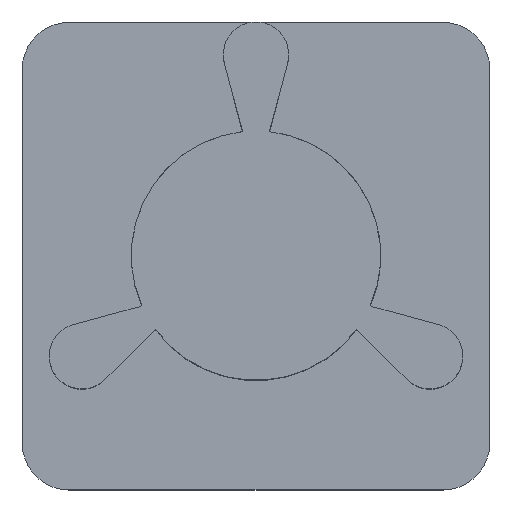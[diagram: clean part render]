
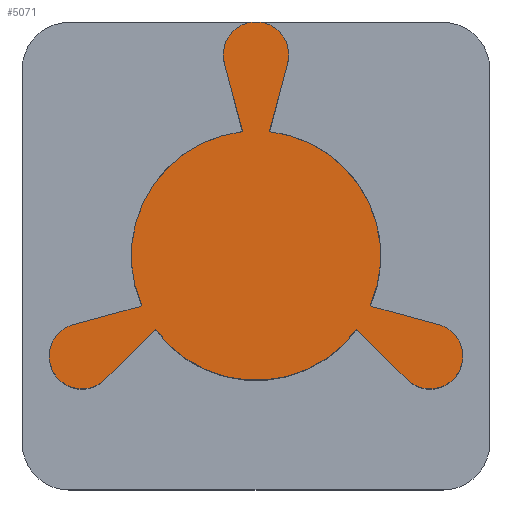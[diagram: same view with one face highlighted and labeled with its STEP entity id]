
A CAD part, top view. The second image highlights one B-rep face of the part: STEP entity #5071.
In plain terms, the highlighted planar face has unit normal (0, 0, 1).
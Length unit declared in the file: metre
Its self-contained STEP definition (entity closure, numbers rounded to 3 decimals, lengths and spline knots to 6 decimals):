
#129=PLANE('',#5491);
#295=LINE('',#7798,#605);
#299=LINE('',#7810,#609);
#305=LINE('',#7834,#615);
#309=LINE('',#7846,#619);
#315=LINE('',#7870,#625);
#319=LINE('',#7882,#629);
#605=VECTOR('',#6137,1.);
#609=VECTOR('',#6149,1.);
#615=VECTOR('',#6175,1.);
#619=VECTOR('',#6187,1.);
#625=VECTOR('',#6213,1.);
#629=VECTOR('',#6225,1.);
#983=ORIENTED_EDGE('',*,*,#2409,.F.);
#984=ORIENTED_EDGE('',*,*,#2413,.T.);
#985=ORIENTED_EDGE('',*,*,#2416,.T.);
#986=ORIENTED_EDGE('',*,*,#2419,.T.);
#987=ORIENTED_EDGE('',*,*,#2422,.F.);
#988=ORIENTED_EDGE('',*,*,#2425,.T.);
#989=ORIENTED_EDGE('',*,*,#2428,.F.);
#990=ORIENTED_EDGE('',*,*,#2431,.T.);
#991=ORIENTED_EDGE('',*,*,#2434,.T.);
#992=ORIENTED_EDGE('',*,*,#2437,.T.);
#993=ORIENTED_EDGE('',*,*,#2440,.F.);
#994=ORIENTED_EDGE('',*,*,#2443,.T.);
#995=ORIENTED_EDGE('',*,*,#2446,.F.);
#996=ORIENTED_EDGE('',*,*,#2449,.T.);
#997=ORIENTED_EDGE('',*,*,#2452,.T.);
#998=ORIENTED_EDGE('',*,*,#2455,.T.);
#999=ORIENTED_EDGE('',*,*,#2458,.F.);
#1000=ORIENTED_EDGE('',*,*,#2460,.T.);
#2409=EDGE_CURVE('',#3157,#3158,#3683,.T.);
#2413=EDGE_CURVE('',#3157,#3160,#295,.T.);
#2416=EDGE_CURVE('',#3160,#3162,#3685,.T.);
#2419=EDGE_CURVE('',#3162,#3164,#299,.T.);
#2422=EDGE_CURVE('',#3166,#3164,#3687,.T.);
#2425=EDGE_CURVE('',#3166,#3168,#3689,.T.);
#2428=EDGE_CURVE('',#3170,#3168,#3691,.T.);
#2431=EDGE_CURVE('',#3170,#3172,#305,.T.);
#2434=EDGE_CURVE('',#3172,#3174,#3693,.T.);
#2437=EDGE_CURVE('',#3174,#3176,#309,.T.);
#2440=EDGE_CURVE('',#3178,#3176,#3695,.T.);
#2443=EDGE_CURVE('',#3178,#3180,#3697,.T.);
#2446=EDGE_CURVE('',#3182,#3180,#3699,.T.);
#2449=EDGE_CURVE('',#3182,#3184,#315,.T.);
#2452=EDGE_CURVE('',#3184,#3186,#3701,.T.);
#2455=EDGE_CURVE('',#3186,#3188,#319,.T.);
#2458=EDGE_CURVE('',#3190,#3188,#3703,.T.);
#2460=EDGE_CURVE('',#3190,#3158,#3705,.T.);
#3157=VERTEX_POINT('',#7789);
#3158=VERTEX_POINT('',#7791);
#3160=VERTEX_POINT('',#7797);
#3162=VERTEX_POINT('',#7803);
#3164=VERTEX_POINT('',#7809);
#3166=VERTEX_POINT('',#7815);
#3168=VERTEX_POINT('',#7821);
#3170=VERTEX_POINT('',#7827);
#3172=VERTEX_POINT('',#7833);
#3174=VERTEX_POINT('',#7839);
#3176=VERTEX_POINT('',#7845);
#3178=VERTEX_POINT('',#7851);
#3180=VERTEX_POINT('',#7857);
#3182=VERTEX_POINT('',#7863);
#3184=VERTEX_POINT('',#7869);
#3186=VERTEX_POINT('',#7875);
#3188=VERTEX_POINT('',#7881);
#3190=VERTEX_POINT('',#7887);
#3683=CIRCLE('',#5451,0.0015);
#3685=CIRCLE('',#5455,0.0021);
#3687=CIRCLE('',#5459,0.0015);
#3689=CIRCLE('',#5462,0.008);
#3691=CIRCLE('',#5465,0.0015);
#3693=CIRCLE('',#5469,0.0021);
#3695=CIRCLE('',#5473,0.0015);
#3697=CIRCLE('',#5476,0.008);
#3699=CIRCLE('',#5479,0.0015);
#3701=CIRCLE('',#5483,0.0021);
#3703=CIRCLE('',#5487,0.0015);
#3705=CIRCLE('',#5490,0.008);
#4049=EDGE_LOOP('',(#983,#984,#985,#986,#987,#988,#989,#990,#991,#992,#993,
#994,#995,#996,#997,#998,#999,#1000));
#4492=FACE_BOUND('',#4049,.T.);
#5071=ADVANCED_FACE('',(#4492),#129,.T.);
#5451=AXIS2_PLACEMENT_3D('',#7790,#6130,#6131);
#5455=AXIS2_PLACEMENT_3D('',#7804,#6143,#6144);
#5459=AXIS2_PLACEMENT_3D('',#7816,#6155,#6156);
#5462=AXIS2_PLACEMENT_3D('',#7822,#6162,#6163);
#5465=AXIS2_PLACEMENT_3D('',#7828,#6169,#6170);
#5469=AXIS2_PLACEMENT_3D('',#7840,#6181,#6182);
#5473=AXIS2_PLACEMENT_3D('',#7852,#6193,#6194);
#5476=AXIS2_PLACEMENT_3D('',#7858,#6200,#6201);
#5479=AXIS2_PLACEMENT_3D('',#7864,#6207,#6208);
#5483=AXIS2_PLACEMENT_3D('',#7876,#6219,#6220);
#5487=AXIS2_PLACEMENT_3D('',#7888,#6231,#6232);
#5490=AXIS2_PLACEMENT_3D('',#7891,#6237,#6238);
#5491=AXIS2_PLACEMENT_3D('',#7892,#6239,#6240);
#6130=DIRECTION('',(0.,0.,1.));
#6131=DIRECTION('',(1.,0.,0.));
#6137=DIRECTION('',(0.709,-0.705,0.));
#6143=DIRECTION('',(0.,0.,1.));
#6144=DIRECTION('',(1.,0.,0.));
#6149=DIRECTION('',(-0.965,0.262,0.));
#6155=DIRECTION('',(0.,0.,1.));
#6156=DIRECTION('',(1.,0.,0.));
#6162=DIRECTION('',(0.,0.,1.));
#6163=DIRECTION('',(1.,0.,0.));
#6169=DIRECTION('',(0.,0.,1.));
#6170=DIRECTION('',(1.,0.,0.));
#6175=DIRECTION('',(0.256,0.967,0.));
#6181=DIRECTION('',(0.,0.,1.));
#6182=DIRECTION('',(1.,0.,0.));
#6187=DIRECTION('',(0.256,-0.967,0.));
#6193=DIRECTION('',(0.,0.,1.));
#6194=DIRECTION('',(1.,0.,0.));
#6200=DIRECTION('',(0.,0.,1.));
#6201=DIRECTION('',(1.,0.,0.));
#6207=DIRECTION('',(0.,0.,1.));
#6208=DIRECTION('',(1.,0.,0.));
#6213=DIRECTION('',(-0.965,-0.262,0.));
#6219=DIRECTION('',(0.,0.,1.));
#6220=DIRECTION('',(1.,0.,0.));
#6225=DIRECTION('',(0.709,0.705,0.));
#6231=DIRECTION('',(0.,0.,1.));
#6232=DIRECTION('',(1.,0.,0.));
#6237=DIRECTION('',(0.,0.,1.));
#6238=DIRECTION('',(1.,0.,0.));
#6239=DIRECTION('',(0.,0.,1.));
#6240=DIRECTION('',(1.,0.,0.));
#7789=CARTESIAN_POINT('',(0.006587,-0.004855,0.0207));
#7790=CARTESIAN_POINT('',(0.00553,-0.005919,0.0207));
#7791=CARTESIAN_POINT('',(0.006449,-0.004733,0.0207));
#7797=CARTESIAN_POINT('',(0.009691,-0.007939,0.0207));
#7798=CARTESIAN_POINT('',(0.008139,-0.006397,0.0207));
#7803=CARTESIAN_POINT('',(0.011721,-0.004423,0.0207));
#7804=CARTESIAN_POINT('',(0.011172,-0.00645,0.0207));
#7809=CARTESIAN_POINT('',(0.007498,-0.003278,0.0207));
#7810=CARTESIAN_POINT('',(0.00961,-0.00385,0.0207));
#7815=CARTESIAN_POINT('',(0.007324,-0.003219,0.0207));
#7816=CARTESIAN_POINT('',(0.007891,-0.00183,0.0207));
#7821=CARTESIAN_POINT('',(0.000874,0.007952,0.0207));
#7822=CARTESIAN_POINT('',(0.,0.,0.0207));
#7827=CARTESIAN_POINT('',(0.000911,0.008132,0.0207));
#7828=CARTESIAN_POINT('',(0.002361,0.007748,0.0207));
#7833=CARTESIAN_POINT('',(0.00203,0.012363,0.0207));
#7834=CARTESIAN_POINT('',(0.00147,0.010247,0.0207));
#7839=CARTESIAN_POINT('',(-0.00203,0.012363,0.0207));
#7840=CARTESIAN_POINT('',(0.,0.0129,0.0207));
#7845=CARTESIAN_POINT('',(-0.000911,0.008132,0.0207));
#7846=CARTESIAN_POINT('',(-0.00147,0.010247,0.0207));
#7851=CARTESIAN_POINT('',(-0.000874,0.007952,0.0207));
#7852=CARTESIAN_POINT('',(-0.002361,0.007748,0.0207));
#7857=CARTESIAN_POINT('',(-0.007324,-0.003219,0.0207));
#7858=CARTESIAN_POINT('',(0.,0.,0.0207));
#7863=CARTESIAN_POINT('',(-0.007498,-0.003278,0.0207));
#7864=CARTESIAN_POINT('',(-0.007891,-0.00183,0.0207));
#7869=CARTESIAN_POINT('',(-0.011721,-0.004423,0.0207));
#7870=CARTESIAN_POINT('',(-0.00961,-0.00385,0.0207));
#7875=CARTESIAN_POINT('',(-0.009691,-0.007939,0.0207));
#7876=CARTESIAN_POINT('',(-0.011172,-0.00645,0.0207));
#7881=CARTESIAN_POINT('',(-0.006587,-0.004855,0.0207));
#7882=CARTESIAN_POINT('',(-0.008139,-0.006397,0.0207));
#7887=CARTESIAN_POINT('',(-0.006449,-0.004733,0.0207));
#7888=CARTESIAN_POINT('',(-0.00553,-0.005919,0.0207));
#7891=CARTESIAN_POINT('',(0.,0.,0.0207));
#7892=CARTESIAN_POINT('',(0.,0.003225,0.0207));
